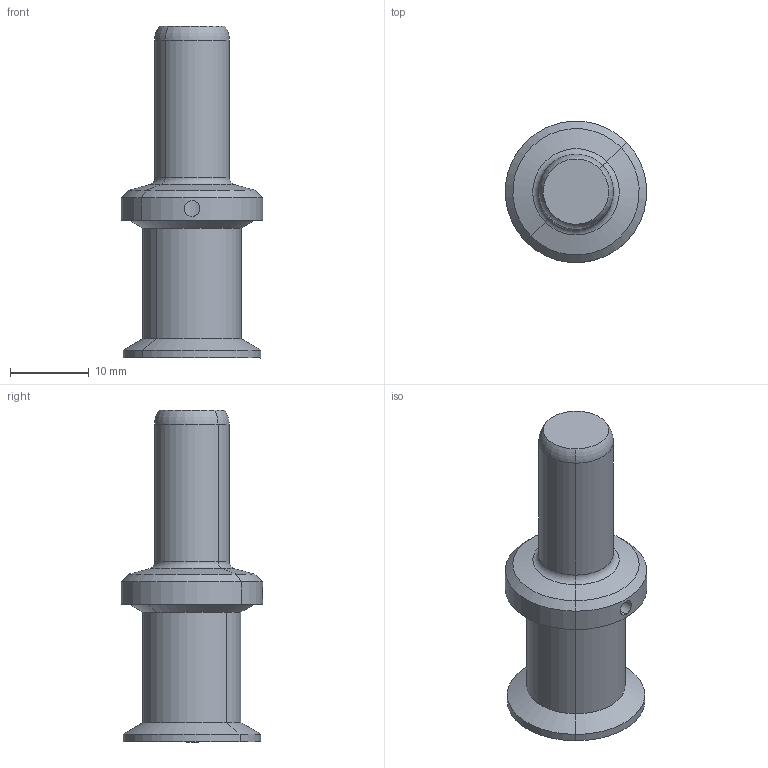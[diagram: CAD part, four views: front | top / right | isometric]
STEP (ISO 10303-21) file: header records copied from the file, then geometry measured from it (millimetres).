
FILE_DESCRIPTION(('Creo Elements/Direct Modeling STEP Export'),'2;1');
FILE_NAME('0ln7uvk5p889a9p5692','2023-02-16T16:37:18',(''),(''),'Creo Elements/Direct Modeling STEP processor for AP214 (Solid Model)','Creo Elements/Direct Modeling 20.1B 02-Apr-2019 (C) Parametric Technology GmbH','');
FILE_SCHEMA(('AUTOMOTIVE_DESIGN { 1 0 10303 214 1 1 1 1 }'));
Length unit declared in the file: millimetre
Products named in the file (2): C30MA 35
Assembly tree (1 placements, depth 2):
  C30MA 35
    C30MA 35
Bounding box: 17.95 x 17.97 x 42.2 mm (x, y, z)
Volume: 3716.6 mm3; surface area: 2676.7 mm2
Topology: 1 solids, 1 shells, 33 faces, 73 edges, 41 vertices
Faces by surface type: cylinder 12, cone 12, torus 6, plane 3
Entity records: 1679 total; most frequent: CARTESIAN_POINT 691, DIRECTION 144, ORIENTED_EDGE 142, EDGE_CURVE 71, AXIS2_PLACEMENT_3D 60, VERTEX_POINT 41, EDGE_LOOP 36, COLOUR_RGB 34
